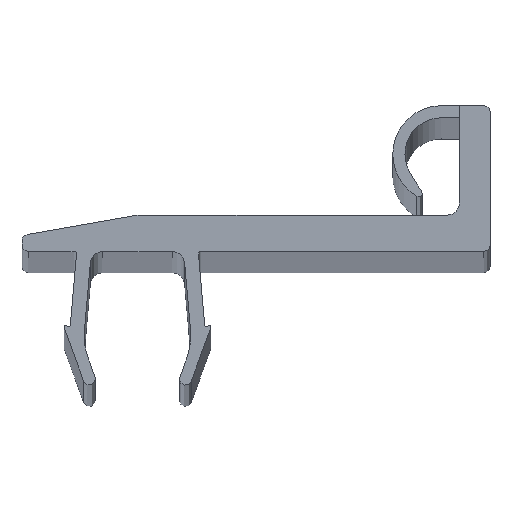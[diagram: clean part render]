
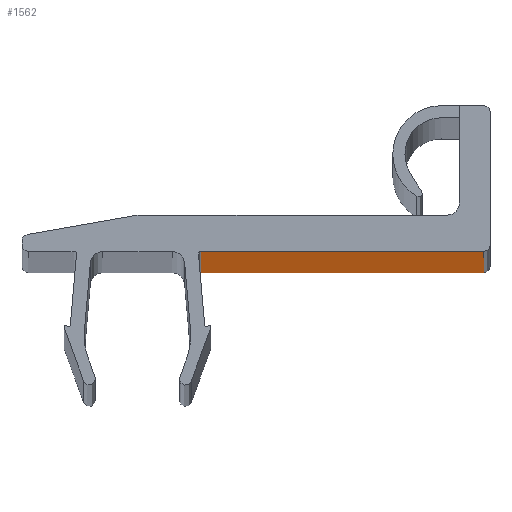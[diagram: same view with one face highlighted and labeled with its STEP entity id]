
A CAD part, top view. The second image highlights one B-rep face of the part: STEP entity #1562.
In plain terms, the highlighted planar face has unit normal (0, -1, 0).
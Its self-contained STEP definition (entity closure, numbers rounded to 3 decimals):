
#22 = DIRECTION ( 'NONE',  ( 0., 0., -1. ) ) ;
#47 = DIRECTION ( 'NONE',  ( 0., 0., -1. ) ) ;
#236 = CARTESIAN_POINT ( 'NONE',  ( 28.5, 0., 500. ) ) ;
#260 = VERTEX_POINT ( 'NONE', #1453 ) ;
#281 = PLANE ( 'NONE',  #550 ) ;
#369 = EDGE_CURVE ( 'NONE', #260, #1087, #1693, .T. ) ;
#412 = CARTESIAN_POINT ( 'NONE',  ( 5., 0., 500. ) ) ;
#413 = ORIENTED_EDGE ( 'NONE', *, *, #702, .T. ) ;
#436 = VECTOR ( 'NONE', #22, 1000. ) ;
#451 = EDGE_LOOP ( 'NONE', ( #515, #707, #413, #1721 ) ) ;
#515 = ORIENTED_EDGE ( 'NONE', *, *, #1660, .F. ) ;
#550 = AXIS2_PLACEMENT_3D ( 'NONE', #873, #1023, #1645 ) ;
#596 = CARTESIAN_POINT ( 'NONE',  ( 28.5, 0., -500. ) ) ;
#675 = VERTEX_POINT ( 'NONE', #596 ) ;
#702 = EDGE_CURVE ( 'NONE', #1087, #675, #1672, .T. ) ;
#707 = ORIENTED_EDGE ( 'NONE', *, *, #369, .T. ) ;
#727 = CARTESIAN_POINT ( 'NONE',  ( 5.218, 0., -500. ) ) ;
#840 = CARTESIAN_POINT ( 'NONE',  ( 5., 0., -500. ) ) ;
#873 = CARTESIAN_POINT ( 'NONE',  ( 5., 0., 500. ) ) ;
#889 = VERTEX_POINT ( 'NONE', #1251 ) ;
#1000 = LINE ( 'NONE', #412, #1326 ) ;
#1023 = DIRECTION ( 'NONE',  ( 0., 1., 0. ) ) ;
#1087 = VERTEX_POINT ( 'NONE', #1224 ) ;
#1110 = EDGE_CURVE ( 'NONE', #889, #675, #1187, .T. ) ;
#1154 = DIRECTION ( 'NONE',  ( 1., 0., 0. ) ) ;
#1187 = LINE ( 'NONE', #236, #436 ) ;
#1224 = CARTESIAN_POINT ( 'NONE',  ( 5.218, 0., -500. ) ) ;
#1251 = CARTESIAN_POINT ( 'NONE',  ( 28.5, 0., 500. ) ) ;
#1257 = DIRECTION ( 'NONE',  ( 1., 0., 0. ) ) ;
#1326 = VECTOR ( 'NONE', #1257, 1000. ) ;
#1339 = VECTOR ( 'NONE', #47, 1000. ) ;
#1453 = CARTESIAN_POINT ( 'NONE',  ( 5.218, 0., 500. ) ) ;
#1465 = VECTOR ( 'NONE', #1154, 1000. ) ;
#1529 = FACE_OUTER_BOUND ( 'NONE', #451, .T. ) ;
#1562 = ADVANCED_FACE ( 'NONE', ( #1529 ), #281, .F. ) ;
#1645 = DIRECTION ( 'NONE',  ( 0., 0., 1. ) ) ;
#1660 = EDGE_CURVE ( 'NONE', #260, #889, #1000, .T. ) ;
#1672 = LINE ( 'NONE', #840, #1465 ) ;
#1693 = LINE ( 'NONE', #727, #1339 ) ;
#1721 = ORIENTED_EDGE ( 'NONE', *, *, #1110, .F. ) ;
